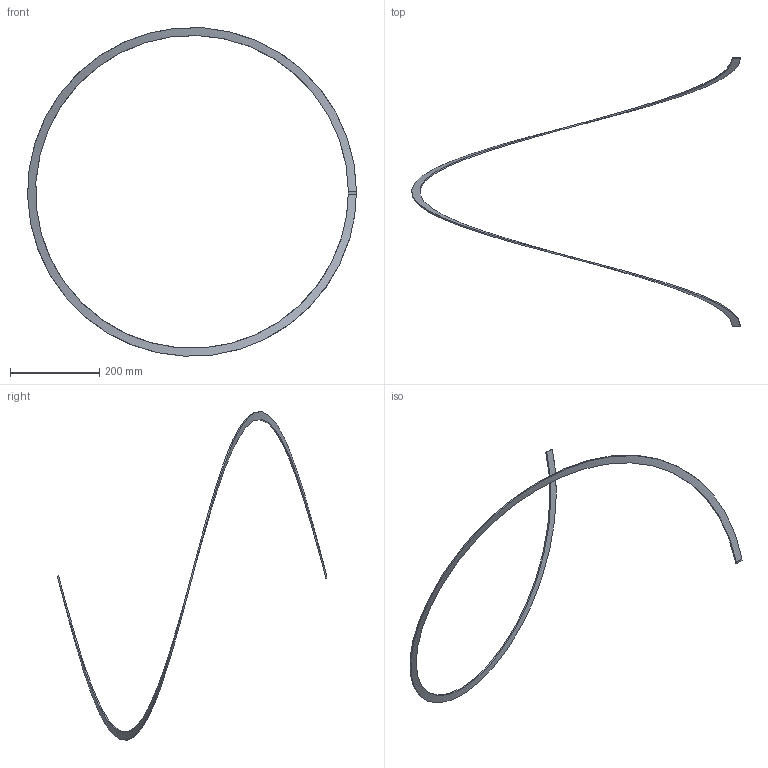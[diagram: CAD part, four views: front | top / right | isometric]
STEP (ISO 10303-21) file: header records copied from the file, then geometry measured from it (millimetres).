
FILE_DESCRIPTION (( 'STEP AP214' ), '1' );
FILE_NAME ('Tapis spire.STEP', '2016-10-14T12:19:19', ( 'tibco' ), ( 'Hewlett-Packard Company' ), 'SwSTEP 2.0', 'SolidWorks 2016', '' );
FILE_SCHEMA (( 'AUTOMOTIVE_DESIGN' ));
Length unit declared in the file: millimetre
Products named in the file (1): Tapis spire
Bounding box: 735.9 x 602.89 x 734.74 mm (x, y, z)
Volume: 126287.5 mm3; surface area: 98333.3 mm2
Topology: 1 solids, 1 shells, 10 faces, 20 edges, 12 vertices
Faces by surface type: plane 6, bspline 4
Entity records: 1168 total; most frequent: CARTESIAN_POINT 945, ORIENTED_EDGE 40, DIRECTION 30, EDGE_CURVE 20, LINE 16, VECTOR 16, VERTEX_POINT 12, EDGE_LOOP 10
